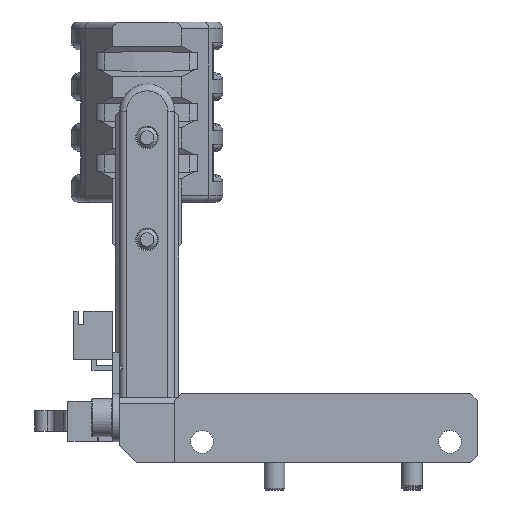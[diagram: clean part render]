
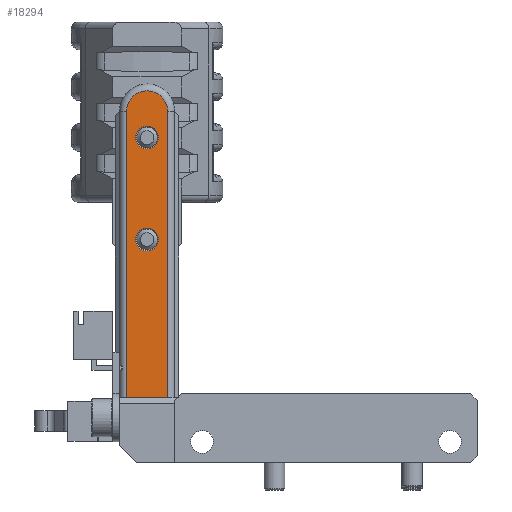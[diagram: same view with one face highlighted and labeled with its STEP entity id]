
A CAD part, front view. The second image highlights one B-rep face of the part: STEP entity #18294.
In plain terms, the highlighted face is planar.
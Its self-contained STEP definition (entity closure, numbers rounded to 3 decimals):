
#1049=CIRCLE('',#19716,3.);
#1052=CIRCLE('',#19721,1.65);
#1053=CIRCLE('',#19722,1.65);
#1288=FACE_BOUND('',#3806,.T.);
#1289=FACE_BOUND('',#3807,.T.);
#1789=PLANE('',#19720);
#2671=FACE_OUTER_BOUND('',#3805,.T.);
#3805=EDGE_LOOP('',(#16270,#16271,#16272,#16273));
#3806=EDGE_LOOP('',(#16274));
#3807=EDGE_LOOP('',(#16275));
#5383=LINE('',#32368,#6853);
#5384=LINE('',#32377,#6854);
#5385=LINE('',#32379,#6855);
#6853=VECTOR('',#23700,10.);
#6854=VECTOR('',#23713,10.);
#6855=VECTOR('',#23716,10.);
#8897=VERTEX_POINT('',#32364);
#8898=VERTEX_POINT('',#32366);
#8899=VERTEX_POINT('',#32370);
#8900=VERTEX_POINT('',#32375);
#8901=VERTEX_POINT('',#32380);
#8902=VERTEX_POINT('',#32382);
#11401=EDGE_CURVE('',#8898,#8897,#5383,.T.);
#11403=EDGE_CURVE('',#8899,#8898,#1049,.T.);
#11406=EDGE_CURVE('',#8900,#8899,#5384,.T.);
#11407=EDGE_CURVE('',#8900,#8897,#5385,.T.);
#11408=EDGE_CURVE('',#8901,#8901,#1052,.T.);
#11409=EDGE_CURVE('',#8902,#8902,#1053,.T.);
#16270=ORIENTED_EDGE('',*,*,#11401,.F.);
#16271=ORIENTED_EDGE('',*,*,#11403,.F.);
#16272=ORIENTED_EDGE('',*,*,#11406,.F.);
#16273=ORIENTED_EDGE('',*,*,#11407,.T.);
#16274=ORIENTED_EDGE('',*,*,#11408,.T.);
#16275=ORIENTED_EDGE('',*,*,#11409,.T.);
#18294=ADVANCED_FACE('',(#2671,#1288,#1289),#1789,.T.);
#19716=AXIS2_PLACEMENT_3D('',#32372,#23705,#23706);
#19720=AXIS2_PLACEMENT_3D('',#32378,#23714,#23715);
#19721=AXIS2_PLACEMENT_3D('',#32381,#23717,#23718);
#19722=AXIS2_PLACEMENT_3D('',#32383,#23719,#23720);
#23700=DIRECTION('',(0.,-1.,0.));
#23705=DIRECTION('center_axis',(0.,0.,1.));
#23706=DIRECTION('ref_axis',(0.,1.,0.));
#23713=DIRECTION('',(0.,1.,0.));
#23714=DIRECTION('center_axis',(0.,0.,-1.));
#23715=DIRECTION('ref_axis',(1.,0.,0.));
#23716=DIRECTION('',(-1.,0.,0.));
#23717=DIRECTION('center_axis',(0.,0.,1.));
#23718=DIRECTION('ref_axis',(1.,0.,0.));
#23719=DIRECTION('center_axis',(0.,0.,1.));
#23720=DIRECTION('ref_axis',(1.,0.,0.));
#32364=CARTESIAN_POINT('',(3.326,-13.,-20.581));
#32366=CARTESIAN_POINT('',(3.326,29.,-20.581));
#32368=CARTESIAN_POINT('',(3.326,-1.5,-20.581));
#32370=CARTESIAN_POINT('',(9.326,29.,-20.581));
#32372=CARTESIAN_POINT('Origin',(6.326,29.,-20.581));
#32375=CARTESIAN_POINT('',(9.326,-13.,-20.581));
#32377=CARTESIAN_POINT('',(9.326,19.5,-20.581));
#32378=CARTESIAN_POINT('Origin',(6.326,10.,-20.581));
#32379=CARTESIAN_POINT('',(6.326,-13.,-20.581));
#32380=CARTESIAN_POINT('',(4.676,25.2,-20.581));
#32381=CARTESIAN_POINT('Origin',(6.326,25.2,-20.581));
#32382=CARTESIAN_POINT('',(4.676,10.4,-20.581));
#32383=CARTESIAN_POINT('Origin',(6.326,10.4,-20.581));
